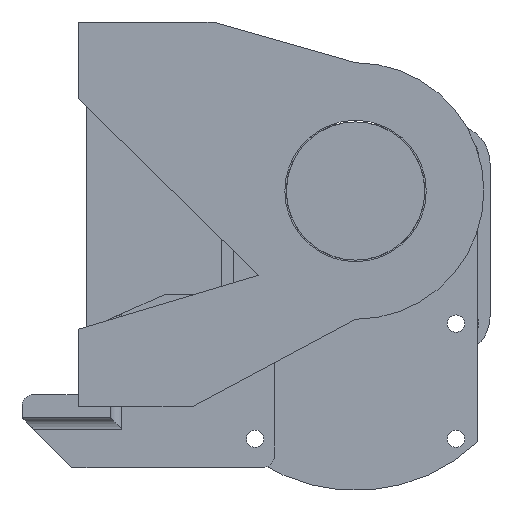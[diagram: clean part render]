
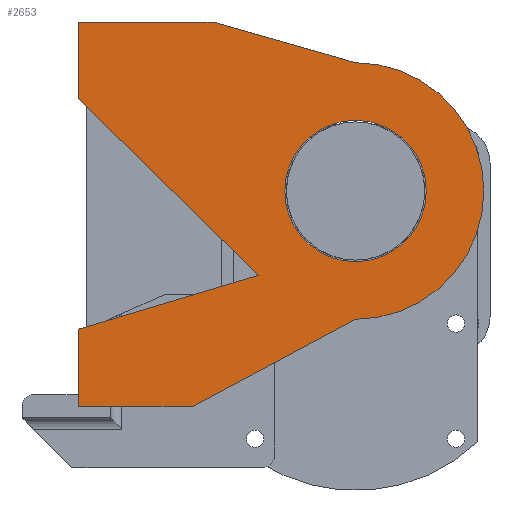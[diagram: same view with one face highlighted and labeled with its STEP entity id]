
A CAD part, front view. The second image highlights one B-rep face of the part: STEP entity #2653.
In plain terms, the highlighted planar face has unit normal (0, -1, 0).
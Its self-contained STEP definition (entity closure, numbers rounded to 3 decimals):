
#100 = LINE ( 'NONE', #6629, #6641 ) ;
#103 = ORIENTED_EDGE ( 'NONE', *, *, #6732, .T. ) ;
#193 = EDGE_CURVE ( 'NONE', #3945, #4518, #3490, .T. ) ;
#283 = ORIENTED_EDGE ( 'NONE', *, *, #1867, .T. ) ;
#404 = ORIENTED_EDGE ( 'NONE', *, *, #1023, .F. ) ;
#435 = DIRECTION ( 'NONE',  ( 0., -1., 0. ) ) ;
#649 = DIRECTION ( 'NONE',  ( -1., 0., 0. ) ) ;
#710 = VECTOR ( 'NONE', #6578, 1000. ) ;
#742 = EDGE_CURVE ( 'NONE', #6913, #4349, #2712, .T. ) ;
#996 = CARTESIAN_POINT ( 'NONE',  ( -42.282, -48.5, -24. ) ) ;
#1023 = EDGE_CURVE ( 'NONE', #4349, #6913, #2365, .T. ) ;
#1060 = CARTESIAN_POINT ( 'NONE',  ( -37.11, -48.5, 76. ) ) ;
#1099 = CARTESIAN_POINT ( 'NONE',  ( 0., -48.5, -1.4 ) ) ;
#1113 = CARTESIAN_POINT ( 'NONE',  ( -72.11, -48.5, 76. ) ) ;
#1204 = VECTOR ( 'NONE', #5645, 1000. ) ;
#1225 = DIRECTION ( 'NONE',  ( 0.882, 0., 0.471 ) ) ;
#1361 = LINE ( 'NONE', #1877, #2505 ) ;
#1403 = CARTESIAN_POINT ( 'NONE',  ( 0., -48.5, 32. ) ) ;
#1426 = CARTESIAN_POINT ( 'NONE',  ( 0., -48.5, 65.4 ) ) ;
#1480 = VERTEX_POINT ( 'NONE', #2556 ) ;
#1834 = VECTOR ( 'NONE', #649, 1000. ) ;
#1867 = EDGE_CURVE ( 'NONE', #2608, #1480, #3563, .T. ) ;
#1877 = CARTESIAN_POINT ( 'NONE',  ( -72.11, -48.5, 56. ) ) ;
#1941 = ORIENTED_EDGE ( 'NONE', *, *, #4987, .T. ) ;
#1957 = AXIS2_PLACEMENT_3D ( 'NONE', #4909, #4228, #6495 ) ;
#2032 = CARTESIAN_POINT ( 'NONE',  ( 0., -48.5, 32. ) ) ;
#2082 = CARTESIAN_POINT ( 'NONE',  ( -72.11, -48.5, -24. ) ) ;
#2112 = ORIENTED_EDGE ( 'NONE', *, *, #6653, .T. ) ;
#2128 = EDGE_CURVE ( 'NONE', #3308, #2608, #2228, .T. ) ;
#2130 = DIRECTION ( 'NONE',  ( 0., 0., -1. ) ) ;
#2208 = CARTESIAN_POINT ( 'NONE',  ( -72.11, -48.5, -24. ) ) ;
#2214 = ORIENTED_EDGE ( 'NONE', *, *, #2128, .T. ) ;
#2228 = LINE ( 'NONE', #6075, #710 ) ;
#2342 = CARTESIAN_POINT ( 'NONE',  ( -72.11, -48.5, -24. ) ) ;
#2365 = CIRCLE ( 'NONE', #4193, 18.4 ) ;
#2455 = CARTESIAN_POINT ( 'NONE',  ( -25.149, -48.5, 10.059 ) ) ;
#2458 = VECTOR ( 'NONE', #6227, 1000. ) ;
#2505 = VECTOR ( 'NONE', #4548, 1000. ) ;
#2556 = CARTESIAN_POINT ( 'NONE',  ( -72.11, -48.5, -4. ) ) ;
#2594 = PLANE ( 'NONE',  #6246 ) ;
#2608 = VERTEX_POINT ( 'NONE', #2455 ) ;
#2653 = ADVANCED_FACE ( 'NONE', ( #5938, #4292 ), #2594, .T. ) ;
#2712 = CIRCLE ( 'NONE', #3873, 18.4 ) ;
#2846 = VERTEX_POINT ( 'NONE', #2342 ) ;
#2858 = VERTEX_POINT ( 'NONE', #1113 ) ;
#3013 = ORIENTED_EDGE ( 'NONE', *, *, #742, .F. ) ;
#3041 = ORIENTED_EDGE ( 'NONE', *, *, #193, .T. ) ;
#3087 = EDGE_CURVE ( 'NONE', #1480, #2846, #5930, .T. ) ;
#3259 = DIRECTION ( 'NONE',  ( 0., 0., -1. ) ) ;
#3308 = VERTEX_POINT ( 'NONE', #5069 ) ;
#3490 = LINE ( 'NONE', #4069, #1204 ) ;
#3563 = LINE ( 'NONE', #6157, #2458 ) ;
#3573 = CIRCLE ( 'NONE', #1957, 33.4 ) ;
#3615 = DIRECTION ( 'NONE',  ( 0., -1., 0. ) ) ;
#3873 = AXIS2_PLACEMENT_3D ( 'NONE', #2032, #435, #3259 ) ;
#3945 = VERTEX_POINT ( 'NONE', #1426 ) ;
#4069 = CARTESIAN_POINT ( 'NONE',  ( -37.11, -48.5, 76. ) ) ;
#4082 = ORIENTED_EDGE ( 'NONE', *, *, #6580, .T. ) ;
#4193 = AXIS2_PLACEMENT_3D ( 'NONE', #1403, #3615, #6312 ) ;
#4228 = DIRECTION ( 'NONE',  ( 0., -1., 0. ) ) ;
#4264 = VECTOR ( 'NONE', #4779, 1000. ) ;
#4292 = FACE_BOUND ( 'NONE', #4424, .T. ) ;
#4324 = CARTESIAN_POINT ( 'NONE',  ( 0., -48.5, 50.4 ) ) ;
#4349 = VERTEX_POINT ( 'NONE', #6855 ) ;
#4365 = DIRECTION ( 'NONE',  ( 0., -1., 0. ) ) ;
#4424 = EDGE_LOOP ( 'NONE', ( #3013, #404 ) ) ;
#4518 = VERTEX_POINT ( 'NONE', #1060 ) ;
#4548 = DIRECTION ( 'NONE',  ( 0., 0., -1. ) ) ;
#4779 = DIRECTION ( 'NONE',  ( 0., 0., -1. ) ) ;
#4802 = VECTOR ( 'NONE', #6595, 1000. ) ;
#4909 = CARTESIAN_POINT ( 'NONE',  ( 0., -48.5, 32. ) ) ;
#4987 = EDGE_CURVE ( 'NONE', #4518, #2858, #6023, .T. ) ;
#5069 = CARTESIAN_POINT ( 'NONE',  ( -72.11, -48.5, 56. ) ) ;
#5072 = EDGE_LOOP ( 'NONE', ( #103, #2214, #283, #7024, #2112, #4082, #5098, #3041, #1941 ) ) ;
#5098 = ORIENTED_EDGE ( 'NONE', *, *, #6031, .T. ) ;
#5438 = CARTESIAN_POINT ( 'NONE',  ( 0., -48.5, 32. ) ) ;
#5645 = DIRECTION ( 'NONE',  ( -0.962, 0., 0.275 ) ) ;
#5676 = VERTEX_POINT ( 'NONE', #1099 ) ;
#5930 = LINE ( 'NONE', #2082, #4264 ) ;
#5938 = FACE_OUTER_BOUND ( 'NONE', #5072, .T. ) ;
#6023 = LINE ( 'NONE', #6063, #1834 ) ;
#6031 = EDGE_CURVE ( 'NONE', #5676, #3945, #3573, .T. ) ;
#6063 = CARTESIAN_POINT ( 'NONE',  ( -72.11, -48.5, 76. ) ) ;
#6075 = CARTESIAN_POINT ( 'NONE',  ( -25.149, -48.5, 10.059 ) ) ;
#6157 = CARTESIAN_POINT ( 'NONE',  ( -72.11, -48.5, -4. ) ) ;
#6166 = LINE ( 'NONE', #2208, #4802 ) ;
#6227 = DIRECTION ( 'NONE',  ( -0.958, 0., -0.287 ) ) ;
#6246 = AXIS2_PLACEMENT_3D ( 'NONE', #5438, #4365, #2130 ) ;
#6312 = DIRECTION ( 'NONE',  ( 0., 0., -1. ) ) ;
#6495 = DIRECTION ( 'NONE',  ( 0., 0., -1. ) ) ;
#6578 = DIRECTION ( 'NONE',  ( 0.715, 0., -0.699 ) ) ;
#6580 = EDGE_CURVE ( 'NONE', #6888, #5676, #100, .T. ) ;
#6595 = DIRECTION ( 'NONE',  ( 1., 0., 0. ) ) ;
#6629 = CARTESIAN_POINT ( 'NONE',  ( -42.282, -48.5, -24. ) ) ;
#6641 = VECTOR ( 'NONE', #1225, 1000. ) ;
#6653 = EDGE_CURVE ( 'NONE', #2846, #6888, #6166, .T. ) ;
#6732 = EDGE_CURVE ( 'NONE', #2858, #3308, #1361, .T. ) ;
#6855 = CARTESIAN_POINT ( 'NONE',  ( 0., -48.5, 13.6 ) ) ;
#6888 = VERTEX_POINT ( 'NONE', #996 ) ;
#6913 = VERTEX_POINT ( 'NONE', #4324 ) ;
#7024 = ORIENTED_EDGE ( 'NONE', *, *, #3087, .T. ) ;
